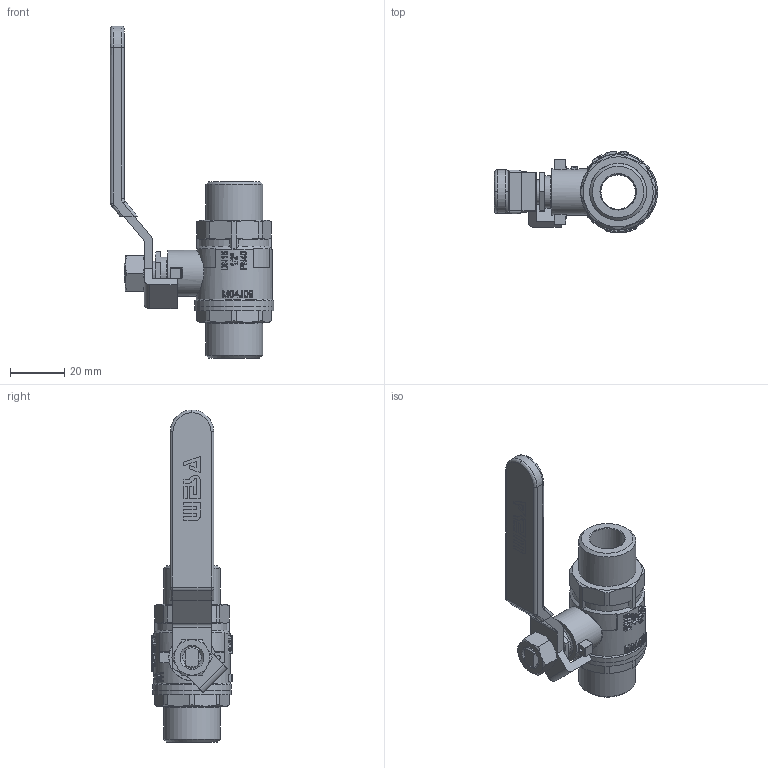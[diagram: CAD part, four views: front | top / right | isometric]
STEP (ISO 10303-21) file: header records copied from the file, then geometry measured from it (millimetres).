
FILE_DESCRIPTION(/* description */ ('Unknown','CAx-IF Rec.Pracs.---Representation and Presentation of Product Manufacturing Information (PMI)---4.0---2014-10-13','CAx-IF Rec.Pracs.---3D Tessellated Geometry---0.4---2014-09-14','2;1'),/* implementation_level */ '2;1');
FILE_NAME(/* name */ '620-04',/* time_stamp */ '2023-09-21T11:10:48+02:00',/* author */ ('Unknown'),/* organization */ ('Unknown'),/* preprocessor_version */ 'ST-DEVELOPER v18.102',/* originating_system */ 'Solid Edge',/* authorisation */ 'Unknown');
FILE_SCHEMA (('AP242_MANAGED_MODEL_BASED_3D_ENGINEERING_MIM_LF { 1 0 10303 442 1 1 4 }'));
Length unit declared in the file: millimetre
Products named in the file (11): 620-04; Stahlgriff 1_4 - 3_4; Stahlgriff-n; Stahlgriff-u; 600-04_Spindel; 600-04_Stopfbuchse; 610-04_Einschraubteil; 620-04_Körper; Mutter_M8
Assembly tree (10 placements, depth 4):
  620-04
    Stahlgriff 1_4 - 3_4
      Stahlgriff-n
      Stahlgriff-u
    620-04
      600-04_Spindel
        600-04_Stopfbuchse
        600-04_Spindel
      610-04_Einschraubteil
      620-04_Körper
    Mutter_M8
Bounding box: 60 x 29.99 x 122.12 mm (x, y, z)
Volume: 29571.1 mm3; surface area: 24377.6 mm2
Topology: 7 solids, 7 shells, 1229 faces, 3418 edges, 2268 vertices
Faces by surface type: plane 1044, cylinder 128, cone 44, bspline 10, sphere 2, torus 1
Full cylindrical faces by diameter (mm): 1.5 x1, 6.6 x1, 6.75 x1, 8.9 x2, 9.1 x1, 9.3 x1, 10.5 x1, 10.8 x1, 12 x1, 12.5 x1, 12.64 x1, 13 x1, 14 x1, 14.5 x1, 17 x1, 18 x1, 19.2 x1, 20.955 x2, 20.96 x1, 23.5 x1, 25 x1, 25.5 x1, 28 x1, 29 x2
Entity records: 52834 total; most frequent: CARTESIAN_POINT 12356, DIRECTION 7519, ORIENTED_EDGE 6712, EDGE_CURVE 3356, AXIS2_PLACEMENT_3D 3046, VERTEX_POINT 2255, LINE 1427, VECTOR 1427
